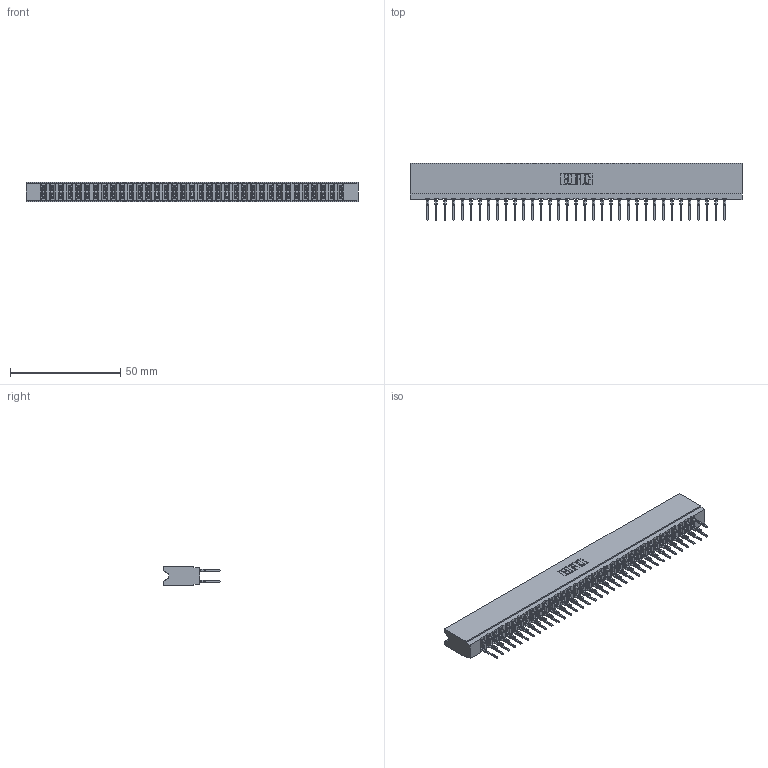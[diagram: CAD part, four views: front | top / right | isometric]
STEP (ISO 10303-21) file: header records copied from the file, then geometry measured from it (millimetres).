
FILE_DESCRIPTION (( 'STEP AP203' ), '1' );
FILE_NAME ('737-070-522-206.STEP', '2020-09-11T06:59:53', ( '' ), ( '' ), 'SwSTEP 2.0', 'SolidWorks 2020', '' );
FILE_SCHEMA (( 'CONFIG_CONTROL_DESIGN' ));
Length unit declared in the file: inch
Products named in the file (3): 737-070-522-206; 737 Part_Insulator Option - 06; 745-292-001_522
Assembly tree (71 placements, depth 2):
  737-070-522-206
    737 Part_Insulator Option - 06
    745-292-001_522  x70
Bounding box: 150.52 x 25.92 x 8.89 mm (x, y, z)
Volume: 14975.6 mm3; surface area: 21895 mm2
Topology: 71 solids, 71 shells, 6395 faces, 17197 edges, 10810 vertices
Faces by surface type: plane 3310, bspline 1400, cylinder 1265, torus 420
Entity records: 61027 total; most frequent: CARTESIAN_POINT 11098, ORIENTED_EDGE 10520, DIRECTION 9188, EDGE_CURVE 5260, VECTOR 4868, LINE 4868, VERTEX_POINT 3358, AXIS2_PLACEMENT_3D 2160
